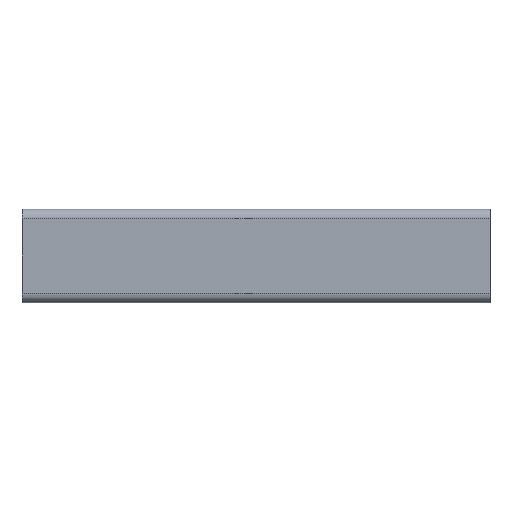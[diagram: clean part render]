
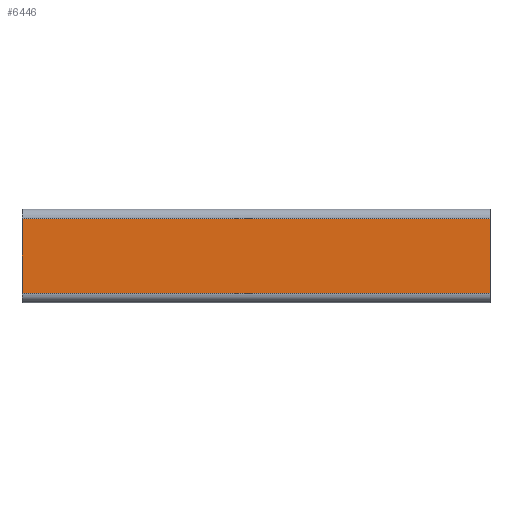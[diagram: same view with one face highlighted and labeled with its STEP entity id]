
A CAD part, left-side view. The second image highlights one B-rep face of the part: STEP entity #6446.
In plain terms, the highlighted planar face has unit normal (-1, 0, 0).
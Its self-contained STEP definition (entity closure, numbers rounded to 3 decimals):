
#283 = ORIENTED_EDGE ( 'NONE', *, *, #2871, .F. ) ;
#380 = ORIENTED_EDGE ( 'NONE', *, *, #1059, .T. ) ;
#508 = VERTEX_POINT ( 'NONE', #4582 ) ;
#696 = CARTESIAN_POINT ( 'NONE',  ( -40., 0., -16. ) ) ;
#859 = CARTESIAN_POINT ( 'NONE',  ( -40., 0., -16. ) ) ;
#922 = VECTOR ( 'NONE', #1252, 1000. ) ;
#939 = LINE ( 'NONE', #2271, #7053 ) ;
#1059 = EDGE_CURVE ( 'NONE', #3593, #3404, #939, .T. ) ;
#1172 = VECTOR ( 'NONE', #7386, 1000. ) ;
#1252 = DIRECTION ( 'NONE',  ( 0., 0., 1. ) ) ;
#1308 = VERTEX_POINT ( 'NONE', #696 ) ;
#1460 = DIRECTION ( 'NONE',  ( 0., 0., 1. ) ) ;
#1938 = VECTOR ( 'NONE', #4272, 1000. ) ;
#2038 = LINE ( 'NONE', #7575, #922 ) ;
#2271 = CARTESIAN_POINT ( 'NONE',  ( -40., 0., 16. ) ) ;
#2368 = EDGE_CURVE ( 'NONE', #1308, #3593, #2038, .T. ) ;
#2524 = ORIENTED_EDGE ( 'NONE', *, *, #2368, .T. ) ;
#2651 = PLANE ( 'NONE',  #3521 ) ;
#2871 = EDGE_CURVE ( 'NONE', #1308, #508, #5986, .T. ) ;
#3071 = CARTESIAN_POINT ( 'NONE',  ( -40., 0., -16. ) ) ;
#3404 = VERTEX_POINT ( 'NONE', #3574 ) ;
#3521 = AXIS2_PLACEMENT_3D ( 'NONE', #859, #4969, #1460 ) ;
#3574 = CARTESIAN_POINT ( 'NONE',  ( -40., 200., 16. ) ) ;
#3593 = VERTEX_POINT ( 'NONE', #3649 ) ;
#3649 = CARTESIAN_POINT ( 'NONE',  ( -40., 0., 16. ) ) ;
#4015 = EDGE_CURVE ( 'NONE', #508, #3404, #4223, .T. ) ;
#4065 = DIRECTION ( 'NONE',  ( 0., 1., 0. ) ) ;
#4123 = FACE_OUTER_BOUND ( 'NONE', #5972, .T. ) ;
#4223 = LINE ( 'NONE', #6792, #1172 ) ;
#4272 = DIRECTION ( 'NONE',  ( 0., 1., 0. ) ) ;
#4582 = CARTESIAN_POINT ( 'NONE',  ( -40., 200., -16. ) ) ;
#4969 = DIRECTION ( 'NONE',  ( -1., 0., 0. ) ) ;
#5972 = EDGE_LOOP ( 'NONE', ( #2524, #380, #7652, #283 ) ) ;
#5986 = LINE ( 'NONE', #3071, #1938 ) ;
#6446 = ADVANCED_FACE ( 'NONE', ( #4123 ), #2651, .T. ) ;
#6792 = CARTESIAN_POINT ( 'NONE',  ( -40., 200., 0. ) ) ;
#7053 = VECTOR ( 'NONE', #4065, 1000. ) ;
#7386 = DIRECTION ( 'NONE',  ( 0., 0., 1. ) ) ;
#7575 = CARTESIAN_POINT ( 'NONE',  ( -40., 0., -16. ) ) ;
#7652 = ORIENTED_EDGE ( 'NONE', *, *, #4015, .F. ) ;
